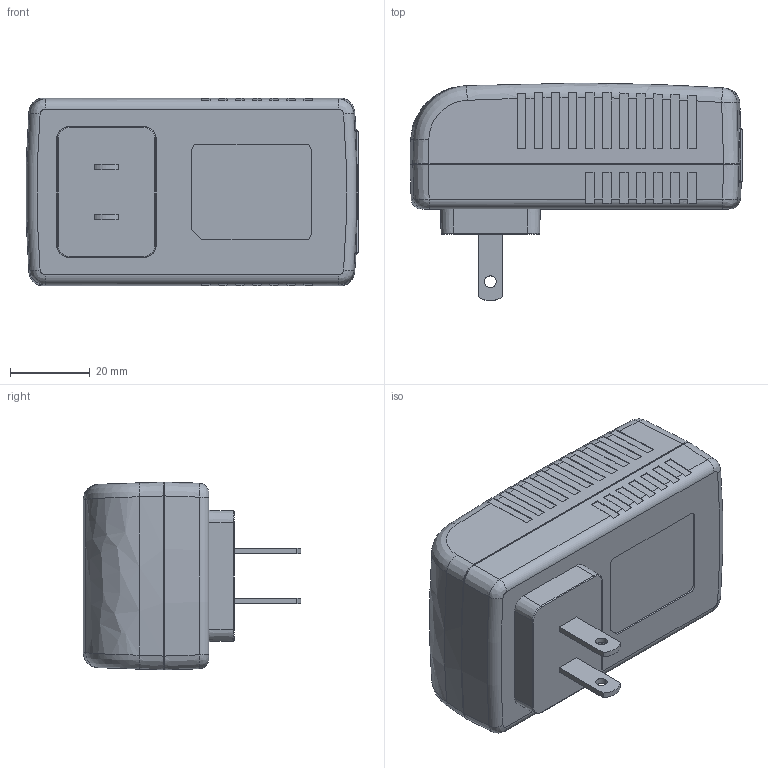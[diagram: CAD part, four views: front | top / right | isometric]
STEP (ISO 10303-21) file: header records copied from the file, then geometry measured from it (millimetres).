
FILE_DESCRIPTION (( 'STEP AP214' ), '1' );
FILE_NAME ('PSW1212-POE.STEP', '2012-11-15T21:41:03', ( 'x' ), ( '' ), 'SwSTEP 2.0', 'SolidWorks 2012', '' );
FILE_SCHEMA (( 'AUTOMOTIVE_DESIGN' ));
Length unit declared in the file: inch
Products named in the file (1): PSW1212-POE
Bounding box: 83.45 x 54.71 x 47.24 mm (x, y, z)
Volume: 119009.2 mm3; surface area: 17090.2 mm2
Topology: 1 solids, 1 shells, 348 faces, 955 edges, 626 vertices
Faces by surface type: plane 266, bspline 34, cylinder 29, cone 11, torus 6, sphere 2
Entity records: 17304 total; most frequent: CARTESIAN_POINT 4325, ORIENTED_EDGE 1910, DIRECTION 1530, EDGE_CURVE 955, VERTEX_POINT 626, VECTOR 618, LINE 618, AXIS2_PLACEMENT_3D 456
